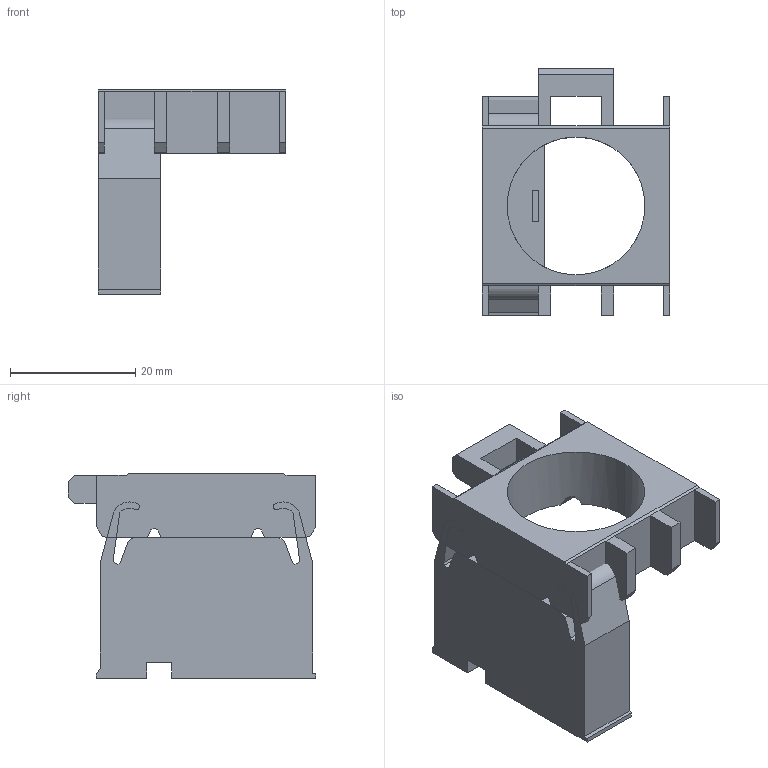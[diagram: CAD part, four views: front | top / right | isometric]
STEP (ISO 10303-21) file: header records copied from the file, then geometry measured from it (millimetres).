
FILE_DESCRIPTION((''),'2;1');
FILE_NAME('3d_LPXE10.stp','2012-10-03T09:50:31',(''),(''),'Mechanical Desktop 2011','Mechanical Desktop 2011',', , ');
FILE_SCHEMA(('CONFIG_CONTROL_DESIGN'));
Length unit declared in the file: millimetre
Products named in the file (1): Product
Bounding box: 30 x 39.5 x 32.68 mm (x, y, z)
Volume: 12213.8 mm3; surface area: 6918.9 mm2
Topology: 2 solids, 2 shells, 129 faces, 364 edges, 238 vertices
Faces by surface type: plane 121, cylinder 8
Entity records: 4207 total; most frequent: CARTESIAN_POINT 732, ORIENTED_EDGE 728, DIRECTION 664, EDGE_CURVE 364, VECTOR 324, LINE 324, VERTEX_POINT 238, AXIS2_PLACEMENT_3D 170
